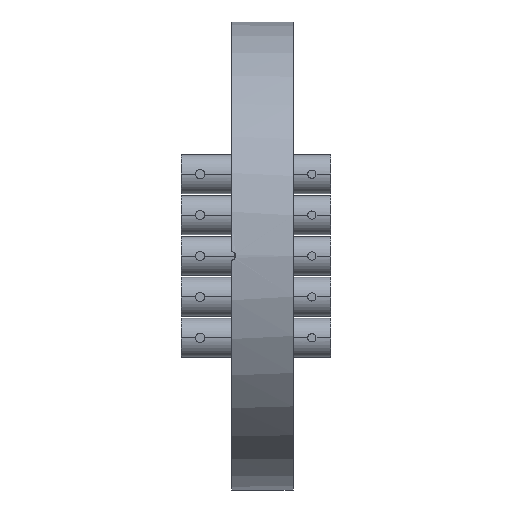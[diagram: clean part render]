
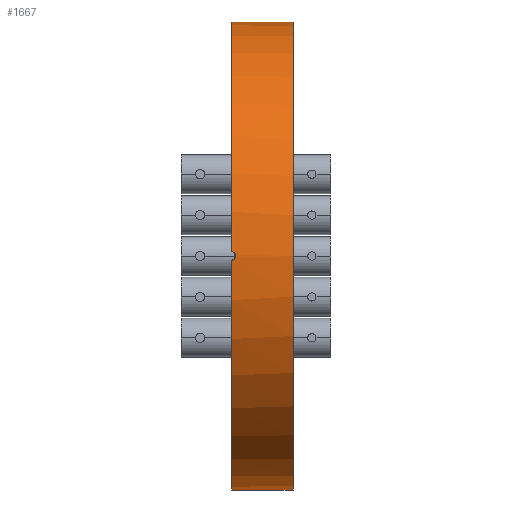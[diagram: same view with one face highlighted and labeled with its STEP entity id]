
A CAD part, left-side view. The second image highlights one B-rep face of the part: STEP entity #1667.
In plain terms, the highlighted cylindrical face has radius 57.15 mm (diameter 114.3 mm), a partial arc.
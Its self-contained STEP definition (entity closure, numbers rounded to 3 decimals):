
#36 = DIRECTION ( 'NONE',  ( 0., 0., 1. ) ) ;
#53 = VERTEX_POINT ( 'NONE', #575 ) ;
#140 = CARTESIAN_POINT ( 'NONE',  ( 0., 0., 0. ) ) ;
#150 = CARTESIAN_POINT ( 'NONE',  ( -57.15, -0.974, -0.261 ) ) ;
#172 = CARTESIAN_POINT ( 'NONE',  ( -57.142, -0.262, 0.974 ) ) ;
#174 = VERTEX_POINT ( 'NONE', #4236 ) ;
#183 = CARTESIAN_POINT ( 'NONE',  ( 0., 0., -57.15 ) ) ;
#217 = EDGE_CURVE ( 'NONE', #53, #174, #1486, .T. ) ;
#222 = EDGE_CURVE ( 'NONE', #3091, #2380, #3834, .T. ) ;
#242 = ORIENTED_EDGE ( 'NONE', *, *, #2987, .T. ) ;
#245 = ORIENTED_EDGE ( 'NONE', *, *, #1915, .T. ) ;
#441 = EDGE_CURVE ( 'NONE', #1648, #174, #1805, .T. ) ;
#524 = CARTESIAN_POINT ( 'NONE',  ( -57.15, -1., 0.131 ) ) ;
#575 = CARTESIAN_POINT ( 'NONE',  ( -57.141, 0., 1. ) ) ;
#646 = ORIENTED_EDGE ( 'NONE', *, *, #1340, .F. ) ;
#797 = DIRECTION ( 'NONE',  ( 0., 0., 1. ) ) ;
#804 = DIRECTION ( 'NONE',  ( 0., 0., 1. ) ) ;
#869 = CARTESIAN_POINT ( 'NONE',  ( -57.141, -0.264, -1. ) ) ;
#925 = CARTESIAN_POINT ( 'NONE',  ( -57.148, -0.874, 0.503 ) ) ;
#954 = CARTESIAN_POINT ( 'NONE',  ( -57.141, 0., 1. ) ) ;
#1054 = CARTESIAN_POINT ( 'NONE',  ( 0., -15., -57.15 ) ) ;
#1080 = LINE ( 'NONE', #1054, #3807 ) ;
#1190 = ORIENTED_EDGE ( 'NONE', *, *, #222, .F. ) ;
#1212 = ORIENTED_EDGE ( 'NONE', *, *, #217, .F. ) ;
#1263 = CARTESIAN_POINT ( 'NONE',  ( -57.15, -0.974, 0.263 ) ) ;
#1340 = EDGE_CURVE ( 'NONE', #3057, #3091, #1080, .T. ) ;
#1486 = CIRCLE ( 'NONE', #3754, 57.15 ) ;
#1552 = CARTESIAN_POINT ( 'NONE',  ( 0., 0., 0. ) ) ;
#1648 = VERTEX_POINT ( 'NONE', #2278 ) ;
#1667 = ADVANCED_FACE ( 'NONE', ( #4167 ), #1919, .T. ) ;
#1668 = CARTESIAN_POINT ( 'NONE',  ( -57.147, -0.801, -0.613 ) ) ;
#1757 = DIRECTION ( 'NONE',  ( 0., 1., 0. ) ) ;
#1793 = DIRECTION ( 'NONE',  ( 0., 1., 0. ) ) ;
#1805 = LINE ( 'NONE', #2940, #2665 ) ;
#1817 = EDGE_LOOP ( 'NONE', ( #646, #245, #2536, #1212, #242, #1190 ) ) ;
#1915 = EDGE_CURVE ( 'NONE', #3057, #1648, #4295, .T. ) ;
#1919 = CYLINDRICAL_SURFACE ( 'NONE', #4843, 57.15 ) ;
#1975 = DIRECTION ( 'NONE',  ( 0., 1., 0. ) ) ;
#1979 = CARTESIAN_POINT ( 'NONE',  ( -57.144, -0.615, 0.799 ) ) ;
#2038 = CARTESIAN_POINT ( 'NONE',  ( 0., -15., -57.15 ) ) ;
#2118 = AXIS2_PLACEMENT_3D ( 'NONE', #1552, #3416, #797 ) ;
#2187 = AXIS2_PLACEMENT_3D ( 'NONE', #4854, #2937, #4096 ) ;
#2278 = CARTESIAN_POINT ( 'NONE',  ( 0., -15., 57.15 ) ) ;
#2380 = VERTEX_POINT ( 'NONE', #3864 ) ;
#2536 = ORIENTED_EDGE ( 'NONE', *, *, #441, .T. ) ;
#2665 = VECTOR ( 'NONE', #1757, 1000. ) ;
#2751 = CARTESIAN_POINT ( 'NONE',  ( -57.15, -1., -0.13 ) ) ;
#2796 = CARTESIAN_POINT ( 'NONE',  ( -57.141, 0., -1. ) ) ;
#2937 = DIRECTION ( 'NONE',  ( 0., 1., 0. ) ) ;
#2940 = CARTESIAN_POINT ( 'NONE',  ( 0., -15., 57.15 ) ) ;
#2987 = EDGE_CURVE ( 'NONE', #53, #2380, #4419, .T. ) ;
#3032 = CARTESIAN_POINT ( 'NONE',  ( 0., -15., 0. ) ) ;
#3057 = VERTEX_POINT ( 'NONE', #2038 ) ;
#3091 = VERTEX_POINT ( 'NONE', #183 ) ;
#3097 = DIRECTION ( 'NONE',  ( 0., 1., 0. ) ) ;
#3416 = DIRECTION ( 'NONE',  ( 0., 1., 0. ) ) ;
#3477 = CARTESIAN_POINT ( 'NONE',  ( -57.143, -0.521, -0.893 ) ) ;
#3754 = AXIS2_PLACEMENT_3D ( 'NONE', #140, #3097, #36 ) ;
#3807 = VECTOR ( 'NONE', #1793, 1000. ) ;
#3834 = CIRCLE ( 'NONE', #2118, 57.15 ) ;
#3864 = CARTESIAN_POINT ( 'NONE',  ( -57.141, 0., -1. ) ) ;
#3893 = CARTESIAN_POINT ( 'NONE',  ( -57.141, -0.132, 1. ) ) ;
#4096 = DIRECTION ( 'NONE',  ( 0., 0., 1. ) ) ;
#4167 = FACE_OUTER_BOUND ( 'NONE', #1817, .T. ) ;
#4236 = CARTESIAN_POINT ( 'NONE',  ( 0., 0., 57.15 ) ) ;
#4247 = CARTESIAN_POINT ( 'NONE',  ( -57.148, -0.874, -0.503 ) ) ;
#4295 = CIRCLE ( 'NONE', #2187, 57.15 ) ;
#4419 = B_SPLINE_CURVE_WITH_KNOTS ( 'NONE', 3,
 ( #954, #3893, #172, #4694, #1979, #4641, #925, #1263, #524, #2751, #150, #4247, #1668, #3477, #869, #2796 ),
 .UNSPECIFIED., .F., .F.,
 ( 4, 2, 2, 2, 2, 2, 2, 4 ),
 ( 0., 0., 0.001, 0.001, 0.002, 0.002, 0.002, 0.003 ),
 .UNSPECIFIED. ) ;
#4641 = CARTESIAN_POINT ( 'NONE',  ( -57.147, -0.799, 0.615 ) ) ;
#4694 = CARTESIAN_POINT ( 'NONE',  ( -57.143, -0.504, 0.874 ) ) ;
#4843 = AXIS2_PLACEMENT_3D ( 'NONE', #3032, #1975, #804 ) ;
#4854 = CARTESIAN_POINT ( 'NONE',  ( 0., -15., 0. ) ) ;
